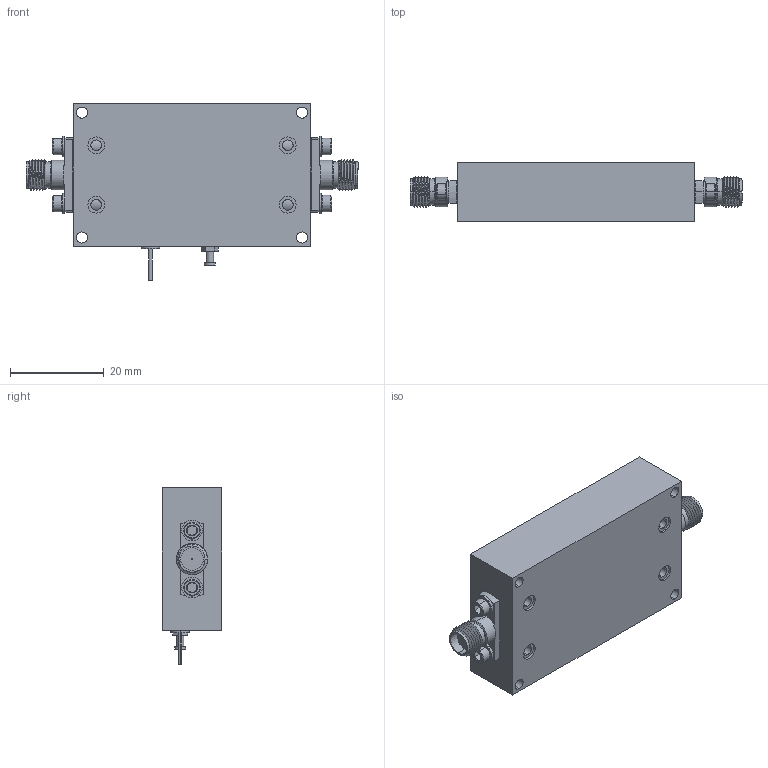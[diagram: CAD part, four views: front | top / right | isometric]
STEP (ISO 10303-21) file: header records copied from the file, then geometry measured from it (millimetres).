
FILE_DESCRIPTION (( 'STEP AP214' ), '1' );
FILE_NAME ('BG-SC-1-2.0, Defeatured.STEP', '2024-04-10T21:32:13', ( '' ), ( '' ), 'SwSTEP 2.0', 'SolidWorks 2021', '' );
FILE_SCHEMA (( 'AUTOMOTIVE_DESIGN' ));
Length unit declared in the file: inch
Products named in the file (1): BG-SC-1-2.0, Defeatured
Bounding box: 70.87 x 12.7 x 37.72 mm (x, y, z)
Volume: 20062.1 mm3; surface area: 7198.4 mm2
Topology: 9 solids, 9 shells, 434 faces, 1030 edges, 658 vertices
Faces by surface type: plane 184, cylinder 148, cone 94, torus 4, bspline 4
Entity records: 15198 total; most frequent: CARTESIAN_POINT 5087, DIRECTION 2080, ORIENTED_EDGE 2060, EDGE_CURVE 1030, AXIS2_PLACEMENT_3D 785, VERTEX_POINT 658, LINE 510, VECTOR 510
